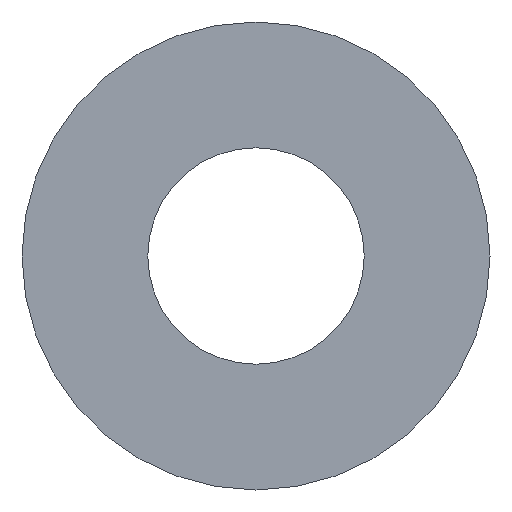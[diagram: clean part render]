
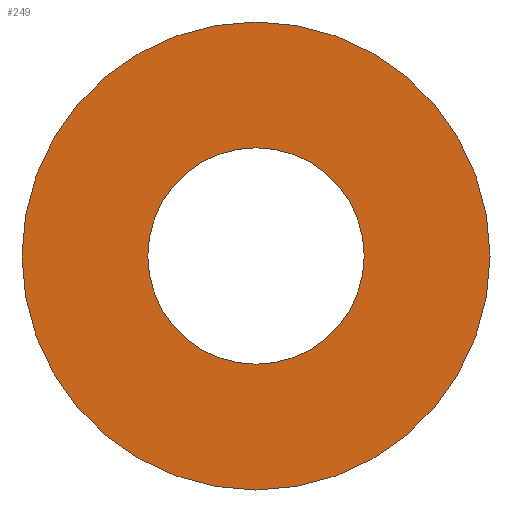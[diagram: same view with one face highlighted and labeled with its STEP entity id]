
A CAD part, left-side view. The second image highlights one B-rep face of the part: STEP entity #249.
In plain terms, the highlighted planar face has unit normal (-1, 0, 0).
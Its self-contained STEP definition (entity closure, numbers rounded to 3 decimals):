
#4 = AXIS2_PLACEMENT_3D ( 'NONE', #57, #75, #225 ) ;
#15 = DIRECTION ( 'NONE',  ( -1., 0., 0. ) ) ;
#17 = CARTESIAN_POINT ( 'NONE',  ( 0., 0., 0. ) ) ;
#20 = EDGE_CURVE ( 'NONE', #175, #175, #132, .T. ) ;
#32 = FACE_BOUND ( 'NONE', #219, .T. ) ;
#42 = DIRECTION ( 'NONE',  ( -1., 0., 0. ) ) ;
#43 = CIRCLE ( 'NONE', #90, 18.5 ) ;
#46 = EDGE_LOOP ( 'NONE', ( #203 ) ) ;
#57 = CARTESIAN_POINT ( 'NONE',  ( 0., 18.5, 0. ) ) ;
#65 = CARTESIAN_POINT ( 'NONE',  ( 0., 0., 0. ) ) ;
#75 = DIRECTION ( 'NONE',  ( 1., 0., 0. ) ) ;
#90 = AXIS2_PLACEMENT_3D ( 'NONE', #65, #42, #101 ) ;
#92 = ORIENTED_EDGE ( 'NONE', *, *, #143, .F. ) ;
#95 = DIRECTION ( 'NONE',  ( 0., 0., 1. ) ) ;
#99 = CARTESIAN_POINT ( 'NONE',  ( 0., 0., 18.5 ) ) ;
#101 = DIRECTION ( 'NONE',  ( 0., 0., 1. ) ) ;
#113 = CARTESIAN_POINT ( 'NONE',  ( 0., 0., 40. ) ) ;
#131 = VERTEX_POINT ( 'NONE', #99 ) ;
#132 = CIRCLE ( 'NONE', #232, 40. ) ;
#133 = PLANE ( 'NONE',  #4 ) ;
#143 = EDGE_CURVE ( 'NONE', #131, #131, #43, .T. ) ;
#175 = VERTEX_POINT ( 'NONE', #113 ) ;
#203 = ORIENTED_EDGE ( 'NONE', *, *, #20, .T. ) ;
#219 = EDGE_LOOP ( 'NONE', ( #92 ) ) ;
#225 = DIRECTION ( 'NONE',  ( 0., 0., -1. ) ) ;
#232 = AXIS2_PLACEMENT_3D ( 'NONE', #17, #15, #95 ) ;
#241 = FACE_OUTER_BOUND ( 'NONE', #46, .T. ) ;
#249 = ADVANCED_FACE ( 'NONE', ( #32, #241 ), #133, .F. ) ;
